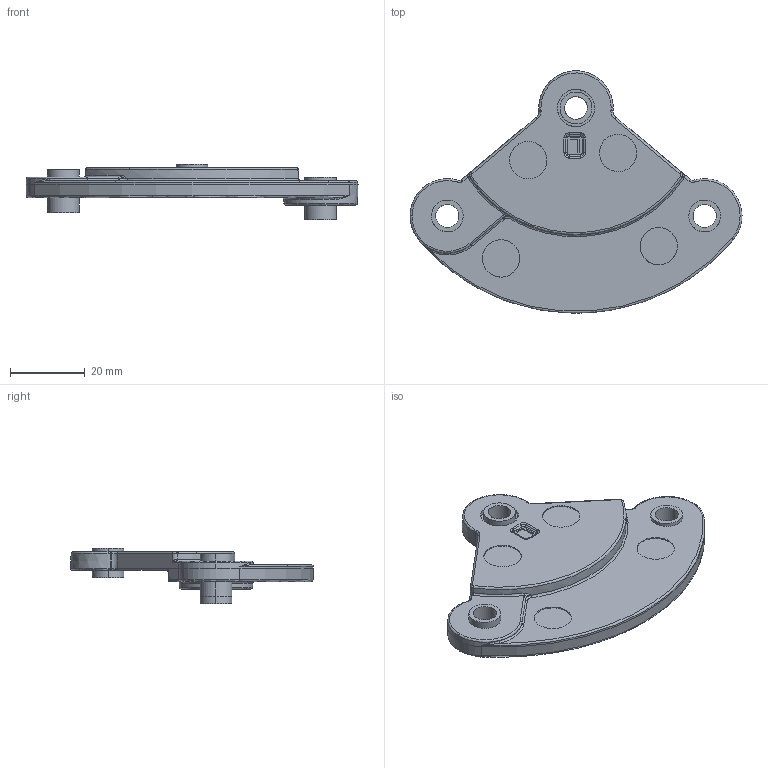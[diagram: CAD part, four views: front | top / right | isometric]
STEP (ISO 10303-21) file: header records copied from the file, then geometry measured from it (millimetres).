
FILE_DESCRIPTION(('FreeCAD Model'),'2;1');
FILE_NAME('Open CASCADE Shape Model','2024-08-13T09:14:45',('Author'),( ''),'Open CASCADE STEP processor 7.6','FreeCAD','Unknown');
FILE_SCHEMA(('AUTOMOTIVE_DESIGN { 1 0 10303 214 1 1 1 1 }'));
Length unit declared in the file: millimetre
Products named in the file (1): 27_Robot_RightConnectJoint_1_unit
Bounding box: 88.94 x 65 x 15 mm (x, y, z)
Volume: 17793.9 mm3; surface area: 9283.6 mm2
Topology: 1 solids, 1 shells, 178 faces, 432 edges, 261 vertices
Faces by surface type: bspline 62, cylinder 61, plane 32, cone 21, torus 2
Full cylindrical faces by diameter (mm): 6.2 x2
Entity records: 8714 total; most frequent: CARTESIAN_POINT 5149, ORIENTED_EDGE 848, DIRECTION 578, EDGE_CURVE 424, VERTEX_POINT 261, AXIS2_PLACEMENT_3D 231, FACE_BOUND 197, EDGE_LOOP 197
